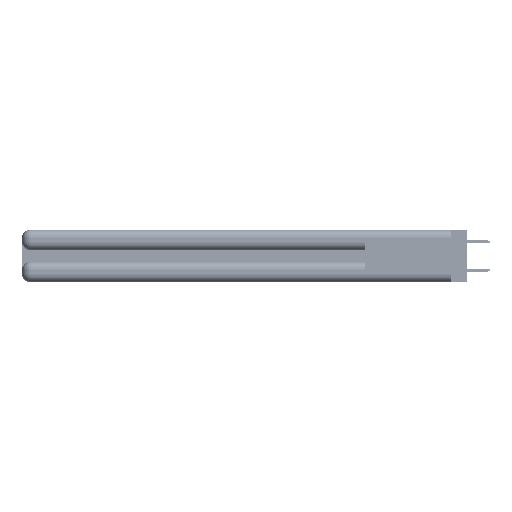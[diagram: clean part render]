
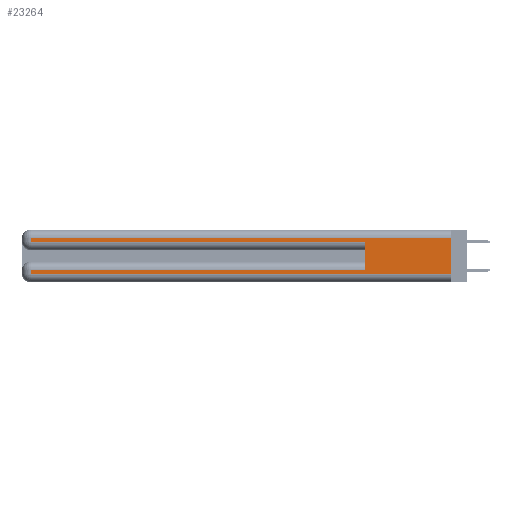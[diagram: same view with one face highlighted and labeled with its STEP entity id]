
A CAD part, left-side view. The second image highlights one B-rep face of the part: STEP entity #23264.
In plain terms, the highlighted planar face has unit normal (-1, 0, 0).
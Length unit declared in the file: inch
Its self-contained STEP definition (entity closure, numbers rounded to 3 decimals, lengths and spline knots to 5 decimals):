
#157 = CARTESIAN_POINT ( 'NONE',  ( 0., 0., 0.085 ) ) ;
#543 = ORIENTED_EDGE ( 'NONE', *, *, #33060, .F. ) ;
#4022 = VERTEX_POINT ( 'NONE', #54472 ) ;
#4181 = VERTEX_POINT ( 'NONE', #24698 ) ;
#4364 = VECTOR ( 'NONE', #8820, 39.37008 ) ;
#5517 = ORIENTED_EDGE ( 'NONE', *, *, #14484, .T. ) ;
#5721 = LINE ( 'NONE', #12258, #18123 ) ;
#8373 = DIRECTION ( 'NONE',  ( 0., -1., 0. ) ) ;
#8820 = DIRECTION ( 'NONE',  ( 0., 0., -1. ) ) ;
#10033 = ORIENTED_EDGE ( 'NONE', *, *, #56088, .F. ) ;
#10053 = CARTESIAN_POINT ( 'NONE',  ( 0., 2.94, 0.31 ) ) ;
#10127 = EDGE_CURVE ( 'NONE', #33356, #19965, #31175, .T. ) ;
#10664 = DIRECTION ( 'NONE',  ( 0., 0., -1. ) ) ;
#11024 = CARTESIAN_POINT ( 'NONE',  ( 0., 0., 0.37 ) ) ;
#11319 = LINE ( 'NONE', #19441, #43053 ) ;
#12258 = CARTESIAN_POINT ( 'NONE',  ( 0., 0., 0.06 ) ) ;
#12461 = DIRECTION ( 'NONE',  ( 0., -1., 0. ) ) ;
#13204 = AXIS2_PLACEMENT_3D ( 'NONE', #11024, #33364, #42047 ) ;
#13353 = VECTOR ( 'NONE', #10664, 39.37008 ) ;
#14242 = ORIENTED_EDGE ( 'NONE', *, *, #17676, .T. ) ;
#14484 = EDGE_CURVE ( 'NONE', #50381, #47987, #11319, .T. ) ;
#17676 = EDGE_CURVE ( 'NONE', #19965, #4022, #5721, .T. ) ;
#18123 = VECTOR ( 'NONE', #8373, 39.37008 ) ;
#19293 = EDGE_CURVE ( 'NONE', #27607, #4181, #24844, .T. ) ;
#19441 = CARTESIAN_POINT ( 'NONE',  ( 0., 0., 0.31 ) ) ;
#19965 = VERTEX_POINT ( 'NONE', #28250 ) ;
#22186 = CARTESIAN_POINT ( 'NONE',  ( 0., 2.94, 0.37 ) ) ;
#23186 = VECTOR ( 'NONE', #39674, 39.37008 ) ;
#23264 = ADVANCED_FACE ( 'NONE', ( #33984 ), #24117, .F. ) ;
#24117 = PLANE ( 'NONE',  #13204 ) ;
#24135 = VECTOR ( 'NONE', #12461, 39.37008 ) ;
#24225 = ORIENTED_EDGE ( 'NONE', *, *, #38744, .T. ) ;
#24698 = CARTESIAN_POINT ( 'NONE',  ( 0., 0.6, 0.285 ) ) ;
#24844 = LINE ( 'NONE', #47770, #24135 ) ;
#25338 = LINE ( 'NONE', #157, #23186 ) ;
#27607 = VERTEX_POINT ( 'NONE', #44839 ) ;
#28250 = CARTESIAN_POINT ( 'NONE',  ( 0., 2.94, 0.06 ) ) ;
#30307 = EDGE_LOOP ( 'NONE', ( #10033, #5517, #24225, #40782, #543, #45153, #51046, #14242 ) ) ;
#31175 = LINE ( 'NONE', #22186, #33234 ) ;
#33031 = CARTESIAN_POINT ( 'NONE',  ( 0., 0., 0.37 ) ) ;
#33060 = EDGE_CURVE ( 'NONE', #49496, #4181, #40714, .T. ) ;
#33234 = VECTOR ( 'NONE', #43982, 39.37008 ) ;
#33356 = VERTEX_POINT ( 'NONE', #41707 ) ;
#33364 = DIRECTION ( 'NONE',  ( 1., 0., 0. ) ) ;
#33984 = FACE_OUTER_BOUND ( 'NONE', #30307, .T. ) ;
#35955 = CARTESIAN_POINT ( 'NONE',  ( 0., 0.6, 0.145 ) ) ;
#38744 = EDGE_CURVE ( 'NONE', #47987, #27607, #54103, .T. ) ;
#39674 = DIRECTION ( 'NONE',  ( 0., 1., 0. ) ) ;
#40361 = DIRECTION ( 'NONE',  ( 0., 0., 1. ) ) ;
#40714 = LINE ( 'NONE', #35955, #49752 ) ;
#40782 = ORIENTED_EDGE ( 'NONE', *, *, #19293, .T. ) ;
#41707 = CARTESIAN_POINT ( 'NONE',  ( 0., 2.94, 0.085 ) ) ;
#42047 = DIRECTION ( 'NONE',  ( 0., 0., -1. ) ) ;
#43053 = VECTOR ( 'NONE', #49579, 39.37008 ) ;
#43982 = DIRECTION ( 'NONE',  ( 0., 0., -1. ) ) ;
#44526 = CARTESIAN_POINT ( 'NONE',  ( 0., 0., 0.31 ) ) ;
#44839 = CARTESIAN_POINT ( 'NONE',  ( 0., 2.94, 0.285 ) ) ;
#45153 = ORIENTED_EDGE ( 'NONE', *, *, #56417, .T. ) ;
#47544 = CARTESIAN_POINT ( 'NONE',  ( 0., 0.6, 0.085 ) ) ;
#47770 = CARTESIAN_POINT ( 'NONE',  ( 0., 0., 0.285 ) ) ;
#47987 = VERTEX_POINT ( 'NONE', #10053 ) ;
#48218 = CARTESIAN_POINT ( 'NONE',  ( 0., 2.94, 0.37 ) ) ;
#49496 = VERTEX_POINT ( 'NONE', #47544 ) ;
#49579 = DIRECTION ( 'NONE',  ( 0., 1., 0. ) ) ;
#49752 = VECTOR ( 'NONE', #40361, 39.37008 ) ;
#49962 = LINE ( 'NONE', #33031, #13353 ) ;
#50381 = VERTEX_POINT ( 'NONE', #44526 ) ;
#51046 = ORIENTED_EDGE ( 'NONE', *, *, #10127, .T. ) ;
#54103 = LINE ( 'NONE', #48218, #4364 ) ;
#54472 = CARTESIAN_POINT ( 'NONE',  ( 0., 0., 0.06 ) ) ;
#56088 = EDGE_CURVE ( 'NONE', #50381, #4022, #49962, .T. ) ;
#56417 = EDGE_CURVE ( 'NONE', #49496, #33356, #25338, .T. ) ;
